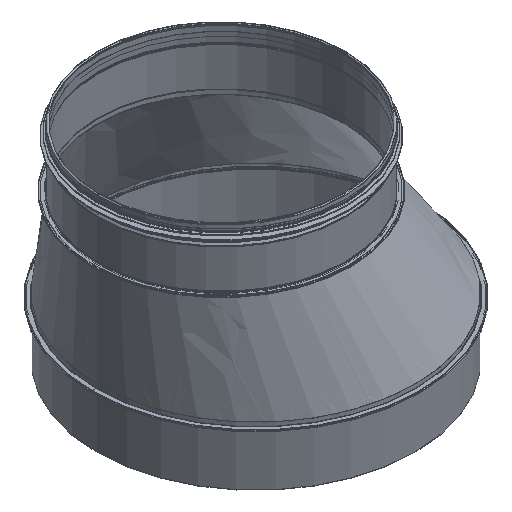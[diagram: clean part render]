
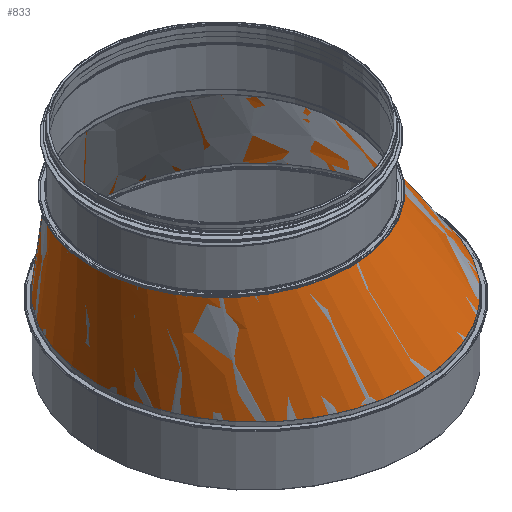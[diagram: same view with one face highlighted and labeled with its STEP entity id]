
A CAD part, isometric view. The second image highlights one B-rep face of the part: STEP entity #833.
In plain terms, the highlighted free-form (B-spline) face has degree [1, 2] with [2, 9] control points.
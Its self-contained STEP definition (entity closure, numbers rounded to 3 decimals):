
#112=CARTESIAN_POINT('',(-156.925,0.0,0.0));
#113=VERTEX_POINT('',#112);
#114=CARTESIAN_POINT('',(156.925,0.0,0.0));
#115=VERTEX_POINT('',#114);
#317=CARTESIAN_POINT('',(0.0,0.0,0.0));
#318=DIRECTION('',(0.0,0.0,-1.0));
#319=DIRECTION('',(1.0,0.0,0.0));
#320=AXIS2_PLACEMENT_3D('',#317,#318,#319);
#321=CIRCLE('',#320,156.925);
#322=EDGE_CURVE('',#113,#115,#321,.T.);
#324=CARTESIAN_POINT('',(0.0,0.0,0.0));
#325=DIRECTION('',(0.0,0.0,-1.0));
#326=DIRECTION('',(1.0,0.0,0.0));
#327=AXIS2_PLACEMENT_3D('',#324,#325,#326);
#328=CIRCLE('',#327,156.925);
#329=EDGE_CURVE('',#115,#113,#328,.T.);
#481=CARTESIAN_POINT('',(-156.925,0.0,-128.0));
#482=VERTEX_POINT('',#481);
#483=CARTESIAN_POINT('',(43.825,0.0,-128.0));
#484=DIRECTION('',(0.0,0.0,1.0));
#485=DIRECTION('',(1.0,0.0,0.0));
#486=AXIS2_PLACEMENT_3D('',#483,#484,#485);
#487=CIRCLE('',#486,200.75);
#488=EDGE_CURVE('',#482,#482,#487,.T.);
#800=CARTESIAN_POINT('',(-27.447,142.542,40.083));
#801=CARTESIAN_POINT('',(43.825,221.006,-190.146));
#802=CARTESIAN_POINT('',(-156.925,142.542,0.));
#803=CARTESIAN_POINT('',(-156.925,221.006,-252.293));
#804=CARTESIAN_POINT('',(-156.925,0.,0.));
#805=CARTESIAN_POINT('',(-156.925,0.,-252.293));
#806=CARTESIAN_POINT('',(-156.925,-142.542,0.));
#807=CARTESIAN_POINT('',(-156.925,-221.006,-252.293));
#808=CARTESIAN_POINT('',(-27.447,-142.542,40.083));
#809=CARTESIAN_POINT('',(43.825,-221.006,-190.146));
#810=CARTESIAN_POINT('',(102.031,-142.542,80.165));
#811=CARTESIAN_POINT('',(244.575,-221.006,-128.));
#812=CARTESIAN_POINT('',(102.031,0.,80.165));
#813=CARTESIAN_POINT('',(244.575,0.,-128.));
#814=CARTESIAN_POINT('',(102.031,142.542,80.165));
#815=CARTESIAN_POINT('',(244.575,221.006,-128.));
#816=CARTESIAN_POINT('',(-27.447,142.542,40.083));
#817=CARTESIAN_POINT('',(43.825,221.006,-190.146));
#825=(BOUNDED_SURFACE()B_SPLINE_SURFACE(1,2,((#800,#802,#804,#806,#808,#810,#812,#814,#816),(#801,#803,#805,#807,#809,#811,#813,#815,#817)),.UNSPECIFIED.,.F.,.T.,.U.)B_SPLINE_SURFACE_WITH_KNOTS((2,2),(3,2,2,2,3),(-0.947,0.31),(0.0,316.795,633.591,950.386,1267.182),.UNSPECIFIED.)GEOMETRIC_REPRESENTATION_ITEM()RATIONAL_B_SPLINE_SURFACE(((1.0,0.707,1.0,0.707,1.0,0.707,1.0,0.707,1.0),(1.0,0.707,1.0,0.707,1.0,0.707,1.0,0.707,1.0)))REPRESENTATION_ITEM('')SURFACE());
#826=ORIENTED_EDGE('',*,*,#329,.T.);
#827=ORIENTED_EDGE('',*,*,#322,.T.);
#828=EDGE_LOOP('',(#826,#827));
#829=FACE_OUTER_BOUND('',#828,.T.);
#830=ORIENTED_EDGE('',*,*,#488,.T.);
#831=EDGE_LOOP('',(#830));
#832=FACE_BOUND('',#831,.T.);
#833=ADVANCED_FACE('',(#829,#832),#825,.T.);
